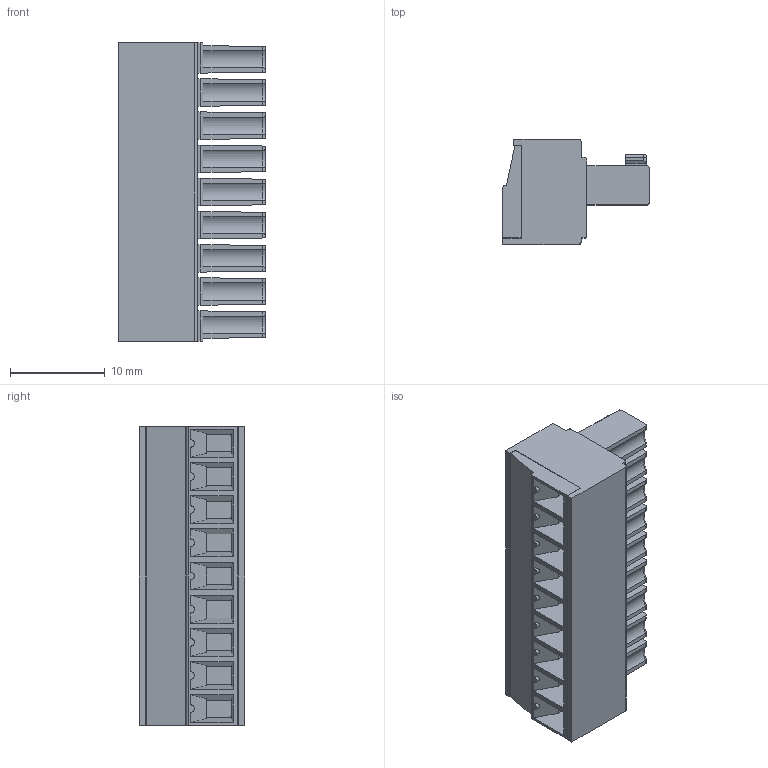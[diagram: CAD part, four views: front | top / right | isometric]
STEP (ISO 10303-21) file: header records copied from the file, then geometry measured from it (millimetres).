
FILE_DESCRIPTION(('STEP AP214'),'1');
FILE_NAME('SH05-7.stp','2018-11-19T09:04:04',(' '),(' '),'Spatial InterOp 3D',' ',' ');
FILE_SCHEMA(('AUTOMOTIVE_DESIGN { 1 0 10303 214 1 1 1 1 }'));
Length unit declared in the file: metre
Products named in the file (1): 1
Bounding box: 15.5 x 11.1 x 31.5 mm (x, y, z)
Volume: 2891.2 mm3; surface area: 3606.6 mm2
Topology: 1 solids, 1 shells, 695 faces, 1845 edges, 1177 vertices
Faces by surface type: plane 469, cylinder 162, cone 27, torus 19, sphere 18
Full cylindrical faces by diameter (mm): 1.2 x9, 1.8 x4, 2.8 x9, 3 x9
Entity records: 26457 total; most frequent: CARTESIAN_POINT 3981, ORIENTED_EDGE 3470, DIRECTION 3443, EDGE_CURVE 1735, LINE 1299, VECTOR 1299, VERTEX_POINT 1143, AXIS2_PLACEMENT_3D 1072
